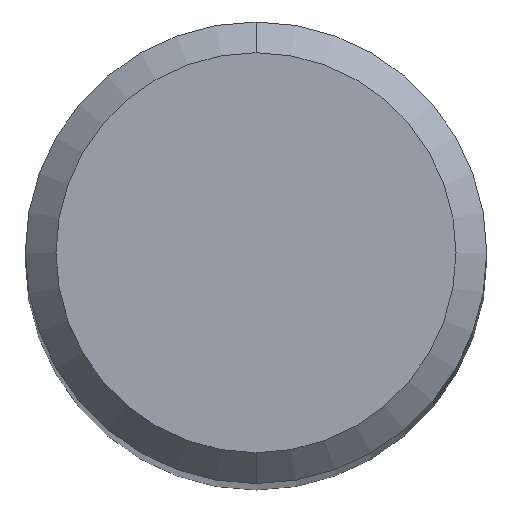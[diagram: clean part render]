
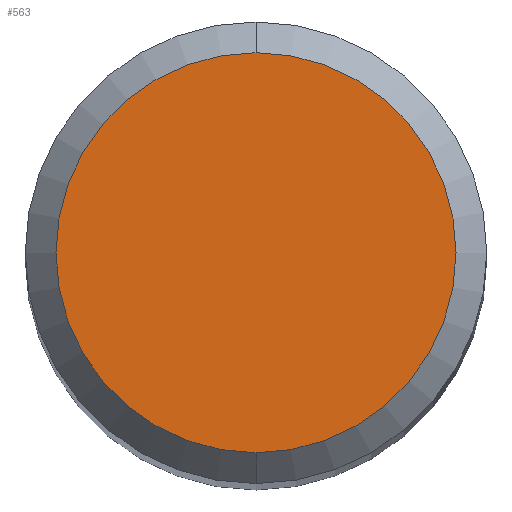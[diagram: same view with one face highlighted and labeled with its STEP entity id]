
A CAD part, top view. The second image highlights one B-rep face of the part: STEP entity #563.
In plain terms, the highlighted planar face has unit normal (0, 0, 1).
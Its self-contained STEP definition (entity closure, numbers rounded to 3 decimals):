
#475=VERTEX_POINT('',#1171);
#477=EDGE_CURVE('',#981,#475,#1173,.T.);
#563=ADVANCED_FACE('',(#1268),#1269,.T.);
#981=VERTEX_POINT('',#1722);
#1015=EDGE_CURVE('',#475,#981,#1757,.T.);
#1171=CARTESIAN_POINT('',(0.0,2.6,0.));
#1173=CIRCLE('',#4630,2.6);
#1268=FACE_OUTER_BOUND('',#5035,.T.);
#1269=PLANE('',#5036);
#1722=CARTESIAN_POINT('',(0.,-2.6,0.));
#1757=CIRCLE('',#10544,2.6);
#4630=AXIS2_PLACEMENT_3D('',#10851,#10852,#10853);
#5035=EDGE_LOOP('',(#10953,#10954));
#5036=AXIS2_PLACEMENT_3D('',#10955,#10956,#10957);
#10544=AXIS2_PLACEMENT_3D('',#11415,#11416,#11417);
#10851=CARTESIAN_POINT('',(0.0,0.0,0.));
#10852=DIRECTION('',(0.0,0.0,-1.0));
#10853=DIRECTION('',(0.0,1.0,0.0));
#10953=ORIENTED_EDGE('',*,*,#1015,.F.);
#10954=ORIENTED_EDGE('',*,*,#477,.F.);
#10955=CARTESIAN_POINT('',(0.0,1.3,0.));
#10956=DIRECTION('',(-0.0,0.0,1.0));
#10957=DIRECTION('',(0.0,-1.0,0.0));
#11415=CARTESIAN_POINT('',(0.0,0.0,0.));
#11416=DIRECTION('',(0.0,0.0,-1.0));
#11417=DIRECTION('',(0.0,1.0,0.0));
